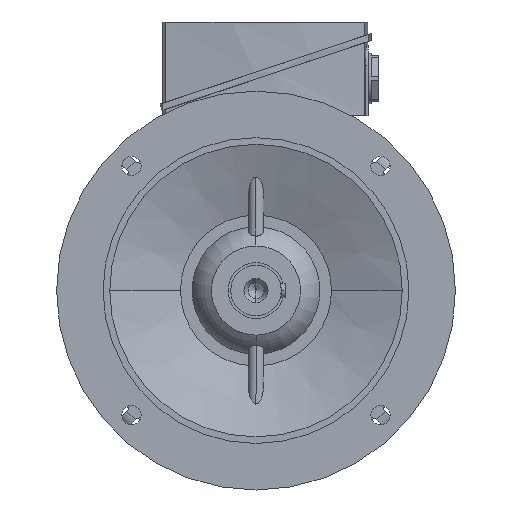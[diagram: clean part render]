
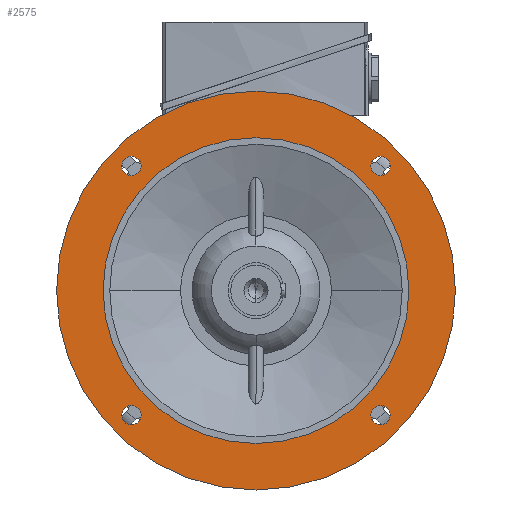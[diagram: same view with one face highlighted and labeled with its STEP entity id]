
A CAD part, left-side view. The second image highlights one B-rep face of the part: STEP entity #2575.
In plain terms, the highlighted planar face has unit normal (-1, 0, 0).
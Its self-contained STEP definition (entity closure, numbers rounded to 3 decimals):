
#2575=ADVANCED_FACE('',(#5194,#5195,#5196,#5197,#5198,#5199),#5200,.T.);
#5194=FACE_BOUND('',#7811,.T.);
#5195=FACE_BOUND('',#7812,.T.);
#5196=FACE_BOUND('',#7813,.T.);
#5197=FACE_BOUND('',#7814,.T.);
#5198=FACE_OUTER_BOUND('',#7815,.T.);
#5199=FACE_BOUND('',#7816,.T.);
#5200=PLANE('',#7817);
#7811=EDGE_LOOP('',(#16015,#16016));
#7812=EDGE_LOOP('',(#16017,#16018));
#7813=EDGE_LOOP('',(#16019,#16020));
#7814=EDGE_LOOP('',(#16021,#16022));
#7815=EDGE_LOOP('',(#16023,#16024));
#7816=EDGE_LOOP('',(#16025,#16026));
#7817=AXIS2_PLACEMENT_3D('',#16027,#16028,#16029);
#16015=ORIENTED_EDGE('',*,*,#19233,.T.);
#16016=ORIENTED_EDGE('',*,*,#16099,.T.);
#16017=ORIENTED_EDGE('',*,*,#19236,.T.);
#16018=ORIENTED_EDGE('',*,*,#16094,.T.);
#16019=ORIENTED_EDGE('',*,*,#19239,.T.);
#16020=ORIENTED_EDGE('',*,*,#16089,.T.);
#16021=ORIENTED_EDGE('',*,*,#19242,.T.);
#16022=ORIENTED_EDGE('',*,*,#16084,.T.);
#16023=ORIENTED_EDGE('',*,*,#16051,.F.);
#16024=ORIENTED_EDGE('',*,*,#19305,.F.);
#16025=ORIENTED_EDGE('',*,*,#16058,.T.);
#16026=ORIENTED_EDGE('',*,*,#19303,.T.);
#16027=CARTESIAN_POINT('',(-50.5,132.5,0.0));
#16028=DIRECTION('',(-1.0,0.0,0.0));
#16029=DIRECTION('',(0.0,-1.0,0.0));
#16051=EDGE_CURVE('',#19310,#19313,#19314,.T.);
#16058=EDGE_CURVE('',#19320,#19324,#19326,.T.);
#16084=EDGE_CURVE('',#19373,#19370,#19374,.T.);
#16089=EDGE_CURVE('',#19382,#19379,#19383,.T.);
#16094=EDGE_CURVE('',#19391,#19388,#19392,.T.);
#16099=EDGE_CURVE('',#19400,#19397,#19401,.T.);
#19233=EDGE_CURVE('',#19397,#19400,#24065,.T.);
#19236=EDGE_CURVE('',#19388,#19391,#24068,.T.);
#19239=EDGE_CURVE('',#19379,#19382,#24071,.T.);
#19242=EDGE_CURVE('',#19370,#19373,#24074,.T.);
#19303=EDGE_CURVE('',#19324,#19320,#24151,.T.);
#19305=EDGE_CURVE('',#19313,#19310,#24153,.T.);
#19310=VERTEX_POINT('',#24158);
#19313=VERTEX_POINT('',#24162);
#19314=CIRCLE('',#24163,150.0);
#19320=VERTEX_POINT('',#24170);
#19324=VERTEX_POINT('',#24175);
#19326=CIRCLE('',#24178,115.0);
#19370=VERTEX_POINT('',#24320);
#19373=VERTEX_POINT('',#24324);
#19374=CIRCLE('',#24325,7.25);
#19379=VERTEX_POINT('',#24331);
#19382=VERTEX_POINT('',#24335);
#19383=CIRCLE('',#24336,7.25);
#19388=VERTEX_POINT('',#24342);
#19391=VERTEX_POINT('',#24346);
#19392=CIRCLE('',#24347,7.25);
#19397=VERTEX_POINT('',#24353);
#19400=VERTEX_POINT('',#24357);
#19401=CIRCLE('',#24358,7.25);
#24065=CIRCLE('',#37769,7.25);
#24068=CIRCLE('',#37772,7.25);
#24071=CIRCLE('',#37775,7.25);
#24074=CIRCLE('',#37778,7.25);
#24151=CIRCLE('',#37931,115.0);
#24153=CIRCLE('',#37933,150.0);
#24158=CARTESIAN_POINT('',(-50.5,150.0,0.0));
#24162=CARTESIAN_POINT('',(-50.5,-150.0,0.));
#24163=AXIS2_PLACEMENT_3D('',#37938,#37939,#37940);
#24170=CARTESIAN_POINT('',(-50.5,115.0,0.0));
#24175=CARTESIAN_POINT('',(-50.5,-115.0,0.));
#24178=AXIS2_PLACEMENT_3D('',#37950,#37951,#37952);
#24320=CARTESIAN_POINT('',(-50.5,-98.818,98.818));
#24324=CARTESIAN_POINT('',(-50.5,-88.565,88.565));
#24325=AXIS2_PLACEMENT_3D('',#37995,#37996,#37997);
#24331=CARTESIAN_POINT('',(-50.5,98.818,98.818));
#24335=CARTESIAN_POINT('',(-50.5,88.565,88.565));
#24336=AXIS2_PLACEMENT_3D('',#38003,#38004,#38005);
#24342=CARTESIAN_POINT('',(-50.5,98.818,-98.818));
#24346=CARTESIAN_POINT('',(-50.5,88.565,-88.565));
#24347=AXIS2_PLACEMENT_3D('',#38011,#38012,#38013);
#24353=CARTESIAN_POINT('',(-50.5,-98.818,-98.818));
#24357=CARTESIAN_POINT('',(-50.5,-88.565,-88.565));
#24358=AXIS2_PLACEMENT_3D('',#38019,#38020,#38021);
#37769=AXIS2_PLACEMENT_3D('',#40965,#40966,#40967);
#37772=AXIS2_PLACEMENT_3D('',#40971,#40972,#40973);
#37775=AXIS2_PLACEMENT_3D('',#40977,#40978,#40979);
#37778=AXIS2_PLACEMENT_3D('',#40983,#40984,#40985);
#37931=AXIS2_PLACEMENT_3D('',#41035,#41036,#41037);
#37933=AXIS2_PLACEMENT_3D('',#41038,#41039,#41040);
#37938=CARTESIAN_POINT('',(-50.5,0.0,0.0));
#37939=DIRECTION('',(1.0,0.0,0.0));
#37940=DIRECTION('',(0.0,1.0,0.0));
#37950=CARTESIAN_POINT('',(-50.5,0.0,0.0));
#37951=DIRECTION('',(1.0,0.0,0.0));
#37952=DIRECTION('',(0.0,1.0,0.0));
#37995=CARTESIAN_POINT('',(-50.5,-93.692,93.692));
#37996=DIRECTION('',(1.0,0.0,-0.0));
#37997=DIRECTION('',(0.0,-0.707,0.707));
#38003=CARTESIAN_POINT('',(-50.5,93.692,93.692));
#38004=DIRECTION('',(1.0,0.0,-0.0));
#38005=DIRECTION('',(0.0,0.707,0.707));
#38011=CARTESIAN_POINT('',(-50.5,93.692,-93.692));
#38012=DIRECTION('',(1.0,-0.0,0.0));
#38013=DIRECTION('',(0.0,0.707,-0.707));
#38019=CARTESIAN_POINT('',(-50.5,-93.692,-93.692));
#38020=DIRECTION('',(1.0,0.0,0.0));
#38021=DIRECTION('',(0.0,-0.707,-0.707));
#40965=CARTESIAN_POINT('',(-50.5,-93.692,-93.692));
#40966=DIRECTION('',(1.0,0.0,0.0));
#40967=DIRECTION('',(0.0,-0.707,-0.707));
#40971=CARTESIAN_POINT('',(-50.5,93.692,-93.692));
#40972=DIRECTION('',(1.0,-0.0,0.0));
#40973=DIRECTION('',(0.0,0.707,-0.707));
#40977=CARTESIAN_POINT('',(-50.5,93.692,93.692));
#40978=DIRECTION('',(1.0,0.0,-0.0));
#40979=DIRECTION('',(0.0,0.707,0.707));
#40983=CARTESIAN_POINT('',(-50.5,-93.692,93.692));
#40984=DIRECTION('',(1.0,0.0,-0.0));
#40985=DIRECTION('',(0.0,-0.707,0.707));
#41035=CARTESIAN_POINT('',(-50.5,0.0,0.0));
#41036=DIRECTION('',(1.0,0.0,0.0));
#41037=DIRECTION('',(0.0,1.0,0.0));
#41038=CARTESIAN_POINT('',(-50.5,0.0,0.0));
#41039=DIRECTION('',(1.0,0.0,0.0));
#41040=DIRECTION('',(0.0,1.0,0.0));
